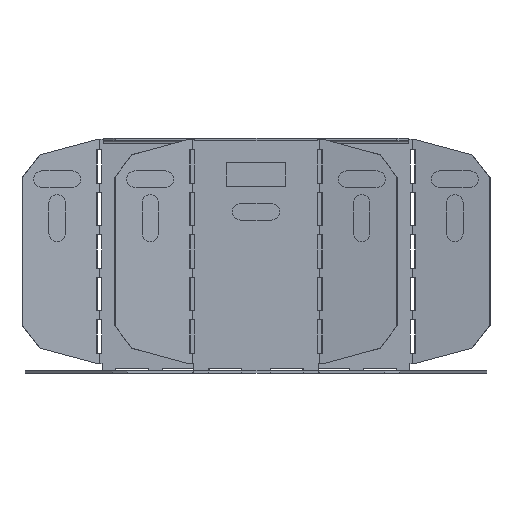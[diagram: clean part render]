
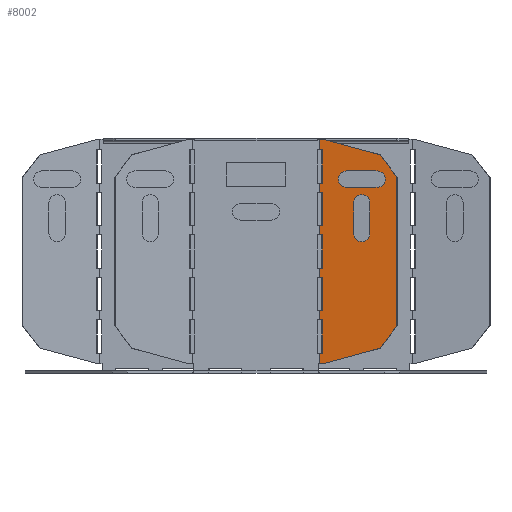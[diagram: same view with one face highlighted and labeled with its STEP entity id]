
A CAD part, front view. The second image highlights one B-rep face of the part: STEP entity #8002.
In plain terms, the highlighted planar face has unit normal (-0.131, -0.991, 0).
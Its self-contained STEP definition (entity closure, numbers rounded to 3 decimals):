
#307=FACE_OUTER_BOUND('',#632,.T.);
#632=EDGE_LOOP('',(#6661,#6662,#6663,#6664,#6665,#6666,#6667,#6668,#6669,
#6670,#6671,#6672,#6673,#6674,#6675,#6676,#6677,#6678,#6679,#6680,#6681,
#6682,#6683,#6684,#6685,#6686,#6687,#6688));
#1564=LINE('',#12383,#2695);
#1568=LINE('',#12390,#2699);
#1572=LINE('',#12398,#2703);
#1576=LINE('',#12406,#2707);
#1580=LINE('',#12414,#2711);
#1584=LINE('',#12422,#2715);
#1587=LINE('',#12427,#2718);
#1708=LINE('',#12664,#2839);
#1713=LINE('',#12673,#2844);
#1716=LINE('',#12678,#2847);
#1721=LINE('',#12687,#2852);
#1724=LINE('',#12692,#2855);
#1731=LINE('',#12703,#2862);
#1732=LINE('',#12706,#2863);
#1736=LINE('',#12713,#2867);
#1742=LINE('',#12723,#2873);
#1743=LINE('',#12726,#2874);
#1744=LINE('',#12727,#2875);
#1745=LINE('',#12728,#2876);
#1746=LINE('',#12729,#2877);
#1747=LINE('',#12730,#2878);
#1748=LINE('',#12732,#2879);
#1749=LINE('',#12734,#2880);
#1750=LINE('',#12736,#2881);
#1751=LINE('',#12738,#2882);
#1752=LINE('',#12740,#2883);
#1753=LINE('',#12741,#2884);
#1754=LINE('',#12742,#2885);
#2695=VECTOR('',#9936,1.);
#2699=VECTOR('',#9942,1.);
#2703=VECTOR('',#9946,1.);
#2707=VECTOR('',#9950,1.);
#2711=VECTOR('',#9954,1.);
#2715=VECTOR('',#9958,1.);
#2718=VECTOR('',#9961,1.);
#2839=VECTOR('',#10114,1.);
#2844=VECTOR('',#10121,1.);
#2847=VECTOR('',#10126,1.);
#2852=VECTOR('',#10133,1.);
#2855=VECTOR('',#10138,1.);
#2862=VECTOR('',#10147,1.);
#2863=VECTOR('',#10150,1.);
#2867=VECTOR('',#10156,1.);
#2873=VECTOR('',#10164,1.);
#2874=VECTOR('',#10167,1.);
#2875=VECTOR('',#10168,1.);
#2876=VECTOR('',#10169,1.);
#2877=VECTOR('',#10170,1.);
#2878=VECTOR('',#10171,1.);
#2879=VECTOR('',#10172,1.);
#2880=VECTOR('',#10173,1.);
#2881=VECTOR('',#10174,1.);
#2882=VECTOR('',#10175,1.);
#2883=VECTOR('',#10176,1.);
#2884=VECTOR('',#10177,1.);
#2885=VECTOR('',#10178,1.);
#3784=VERTEX_POINT('',#12380);
#3785=VERTEX_POINT('',#12382);
#3787=VERTEX_POINT('',#12389);
#3790=VERTEX_POINT('',#12395);
#3791=VERTEX_POINT('',#12397);
#3794=VERTEX_POINT('',#12403);
#3795=VERTEX_POINT('',#12405);
#3798=VERTEX_POINT('',#12411);
#3799=VERTEX_POINT('',#12413);
#3802=VERTEX_POINT('',#12419);
#3803=VERTEX_POINT('',#12421);
#3804=VERTEX_POINT('',#12424);
#3805=VERTEX_POINT('',#12426);
#3905=VERTEX_POINT('',#12663);
#3907=VERTEX_POINT('',#12670);
#3909=VERTEX_POINT('',#12677);
#3911=VERTEX_POINT('',#12684);
#3913=VERTEX_POINT('',#12691);
#3916=VERTEX_POINT('',#12701);
#3917=VERTEX_POINT('',#12705);
#3919=VERTEX_POINT('',#12712);
#3922=VERTEX_POINT('',#12721);
#3923=VERTEX_POINT('',#12725);
#3924=VERTEX_POINT('',#12731);
#3925=VERTEX_POINT('',#12733);
#3926=VERTEX_POINT('',#12735);
#3927=VERTEX_POINT('',#12737);
#3928=VERTEX_POINT('',#12739);
#4931=EDGE_CURVE('',#3785,#3784,#1564,.T.);
#4935=EDGE_CURVE('',#3785,#3787,#1568,.T.);
#4939=EDGE_CURVE('',#3790,#3791,#1572,.T.);
#4943=EDGE_CURVE('',#3794,#3795,#1576,.T.);
#4947=EDGE_CURVE('',#3798,#3799,#1580,.T.);
#4951=EDGE_CURVE('',#3802,#3803,#1584,.T.);
#4954=EDGE_CURVE('',#3804,#3805,#1587,.T.);
#5077=EDGE_CURVE('',#3787,#3905,#1708,.T.);
#5082=EDGE_CURVE('',#3907,#3790,#1713,.T.);
#5085=EDGE_CURVE('',#3791,#3909,#1716,.T.);
#5090=EDGE_CURVE('',#3911,#3794,#1721,.T.);
#5093=EDGE_CURVE('',#3795,#3913,#1724,.T.);
#5100=EDGE_CURVE('',#3916,#3798,#1731,.T.);
#5101=EDGE_CURVE('',#3799,#3917,#1732,.T.);
#5105=EDGE_CURVE('',#3803,#3919,#1736,.T.);
#5111=EDGE_CURVE('',#3922,#3802,#1742,.T.);
#5112=EDGE_CURVE('',#3919,#3923,#1743,.T.);
#5113=EDGE_CURVE('',#3917,#3922,#1744,.T.);
#5114=EDGE_CURVE('',#3913,#3916,#1745,.T.);
#5115=EDGE_CURVE('',#3909,#3911,#1746,.T.);
#5116=EDGE_CURVE('',#3905,#3907,#1747,.T.);
#5117=EDGE_CURVE('',#3784,#3924,#1748,.T.);
#5118=EDGE_CURVE('',#3924,#3925,#1749,.T.);
#5119=EDGE_CURVE('',#3925,#3926,#1750,.T.);
#5120=EDGE_CURVE('',#3926,#3927,#1751,.T.);
#5121=EDGE_CURVE('',#3927,#3928,#1752,.T.);
#5122=EDGE_CURVE('',#3928,#3805,#1753,.T.);
#5123=EDGE_CURVE('',#3923,#3804,#1754,.T.);
#6661=ORIENTED_EDGE('',*,*,#5112,.F.);
#6662=ORIENTED_EDGE('',*,*,#5105,.F.);
#6663=ORIENTED_EDGE('',*,*,#4951,.F.);
#6664=ORIENTED_EDGE('',*,*,#5111,.F.);
#6665=ORIENTED_EDGE('',*,*,#5113,.F.);
#6666=ORIENTED_EDGE('',*,*,#5101,.F.);
#6667=ORIENTED_EDGE('',*,*,#4947,.F.);
#6668=ORIENTED_EDGE('',*,*,#5100,.F.);
#6669=ORIENTED_EDGE('',*,*,#5114,.F.);
#6670=ORIENTED_EDGE('',*,*,#5093,.F.);
#6671=ORIENTED_EDGE('',*,*,#4943,.F.);
#6672=ORIENTED_EDGE('',*,*,#5090,.F.);
#6673=ORIENTED_EDGE('',*,*,#5115,.F.);
#6674=ORIENTED_EDGE('',*,*,#5085,.F.);
#6675=ORIENTED_EDGE('',*,*,#4939,.F.);
#6676=ORIENTED_EDGE('',*,*,#5082,.F.);
#6677=ORIENTED_EDGE('',*,*,#5116,.F.);
#6678=ORIENTED_EDGE('',*,*,#5077,.F.);
#6679=ORIENTED_EDGE('',*,*,#4935,.F.);
#6680=ORIENTED_EDGE('',*,*,#4931,.T.);
#6681=ORIENTED_EDGE('',*,*,#5117,.T.);
#6682=ORIENTED_EDGE('',*,*,#5118,.T.);
#6683=ORIENTED_EDGE('',*,*,#5119,.T.);
#6684=ORIENTED_EDGE('',*,*,#5120,.T.);
#6685=ORIENTED_EDGE('',*,*,#5121,.T.);
#6686=ORIENTED_EDGE('',*,*,#5122,.T.);
#6687=ORIENTED_EDGE('',*,*,#4954,.F.);
#6688=ORIENTED_EDGE('',*,*,#5123,.F.);
#7678=PLANE('',#8677);
#8002=ADVANCED_FACE('',(#307),#7678,.F.);
#8677=AXIS2_PLACEMENT_3D('',#12724,#10165,#10166);
#9936=DIRECTION('',(0.991,-0.131,0.));
#9942=DIRECTION('',(0.,0.,1.));
#9946=DIRECTION('',(0.,0.,1.));
#9950=DIRECTION('',(0.,0.,1.));
#9954=DIRECTION('',(0.,0.,1.));
#9958=DIRECTION('',(0.,0.,1.));
#9961=DIRECTION('',(0.,0.,1.));
#10114=DIRECTION('',(0.991,-0.131,0.));
#10121=DIRECTION('',(-0.991,0.131,0.));
#10126=DIRECTION('',(0.991,-0.131,0.));
#10133=DIRECTION('',(-0.991,0.131,0.));
#10138=DIRECTION('',(0.991,-0.131,0.));
#10147=DIRECTION('',(-0.991,0.131,0.));
#10150=DIRECTION('',(0.991,-0.131,0.));
#10156=DIRECTION('',(0.991,-0.131,0.));
#10164=DIRECTION('',(-0.991,0.131,0.));
#10165=DIRECTION('center_axis',(0.131,0.991,0.));
#10166=DIRECTION('ref_axis',(0.,0.,
1.));
#10167=DIRECTION('',(0.,0.,1.));
#10168=DIRECTION('',(0.,0.,1.));
#10169=DIRECTION('',(0.,0.,1.));
#10170=DIRECTION('',(0.,0.,1.));
#10171=DIRECTION('',(0.,0.,1.));
#10172=DIRECTION('',(0.958,-0.126,0.259));
#10173=DIRECTION('',(0.604,-0.079,0.793));
#10174=DIRECTION('',(0.,0.,1.));
#10175=DIRECTION('',(-0.604,0.079,0.793));
#10176=DIRECTION('',(-0.958,0.126,0.259));
#10177=DIRECTION('',(-0.991,0.131,0.));
#10178=DIRECTION('',(-0.991,0.131,0.));
#12380=CARTESIAN_POINT('',(108.863,11.327,3.909));
#12382=CARTESIAN_POINT('',(107.893,11.455,3.909));
#12383=CARTESIAN_POINT('',(108.411,11.387,3.909));
#12389=CARTESIAN_POINT('',(107.893,11.455,8.534));
#12390=CARTESIAN_POINT('',(107.893,11.455,-153.834));
#12395=CARTESIAN_POINT('',(107.893,11.455,22.534));
#12397=CARTESIAN_POINT('',(107.893,11.455,26.534));
#12398=CARTESIAN_POINT('',(107.893,11.455,-153.834));
#12403=CARTESIAN_POINT('',(107.893,11.455,40.534));
#12405=CARTESIAN_POINT('',(107.893,11.455,44.534));
#12406=CARTESIAN_POINT('',(107.893,11.455,-153.834));
#12411=CARTESIAN_POINT('',(107.893,11.455,58.534));
#12413=CARTESIAN_POINT('',(107.893,11.455,62.534));
#12414=CARTESIAN_POINT('',(107.893,11.455,-153.834));
#12419=CARTESIAN_POINT('',(107.893,11.455,76.534));
#12421=CARTESIAN_POINT('',(107.893,11.455,80.534));
#12422=CARTESIAN_POINT('',(107.893,11.455,-153.834));
#12424=CARTESIAN_POINT('',(107.893,11.455,94.534));
#12426=CARTESIAN_POINT('',(107.893,11.455,99.159));
#12427=CARTESIAN_POINT('',(107.893,11.455,-153.834));
#12663=CARTESIAN_POINT('',(108.863,11.327,8.534));
#12664=CARTESIAN_POINT('',(108.411,11.387,8.534));
#12670=CARTESIAN_POINT('',(108.863,11.327,22.534));
#12673=CARTESIAN_POINT('',(108.411,11.387,22.534));
#12677=CARTESIAN_POINT('',(108.863,11.327,26.534));
#12678=CARTESIAN_POINT('',(108.411,11.387,26.534));
#12684=CARTESIAN_POINT('',(108.863,11.327,40.534));
#12687=CARTESIAN_POINT('',(108.411,11.387,40.534));
#12691=CARTESIAN_POINT('',(108.863,11.327,44.534));
#12692=CARTESIAN_POINT('',(108.411,11.387,44.534));
#12701=CARTESIAN_POINT('',(108.863,11.327,58.534));
#12703=CARTESIAN_POINT('',(108.411,11.387,58.534));
#12705=CARTESIAN_POINT('',(108.863,11.327,62.534));
#12706=CARTESIAN_POINT('',(108.411,11.387,62.534));
#12712=CARTESIAN_POINT('',(108.863,11.327,80.534));
#12713=CARTESIAN_POINT('',(108.411,11.387,80.534));
#12721=CARTESIAN_POINT('',(108.863,11.327,76.534));
#12723=CARTESIAN_POINT('',(108.411,11.387,76.534));
#12724=CARTESIAN_POINT('Origin',(81.103,14.982,-153.834));
#12725=CARTESIAN_POINT('',(108.863,11.327,94.534));
#12726=CARTESIAN_POINT('',(108.863,11.327,87.534));
#12727=CARTESIAN_POINT('',(108.863,11.327,69.534));
#12728=CARTESIAN_POINT('',(108.863,11.327,51.534));
#12729=CARTESIAN_POINT('',(108.863,11.327,33.534));
#12730=CARTESIAN_POINT('',(108.863,11.327,15.534));
#12731=CARTESIAN_POINT('',(133.347,8.104,10.526));
#12732=CARTESIAN_POINT('',(121.105,9.716,7.218));
#12733=CARTESIAN_POINT('',(140.59,7.151,20.046));
#12734=CARTESIAN_POINT('',(136.968,7.627,15.286));
#12735=CARTESIAN_POINT('',(140.59,7.151,83.022));
#12736=CARTESIAN_POINT('',(140.59,7.151,51.534));
#12737=CARTESIAN_POINT('',(133.347,8.104,92.542));
#12738=CARTESIAN_POINT('',(136.968,7.627,87.782));
#12739=CARTESIAN_POINT('',(108.863,11.327,99.159));
#12740=CARTESIAN_POINT('',(121.105,9.716,95.851));
#12741=CARTESIAN_POINT('',(108.411,11.387,99.159));
#12742=CARTESIAN_POINT('',(108.411,11.387,94.534));
